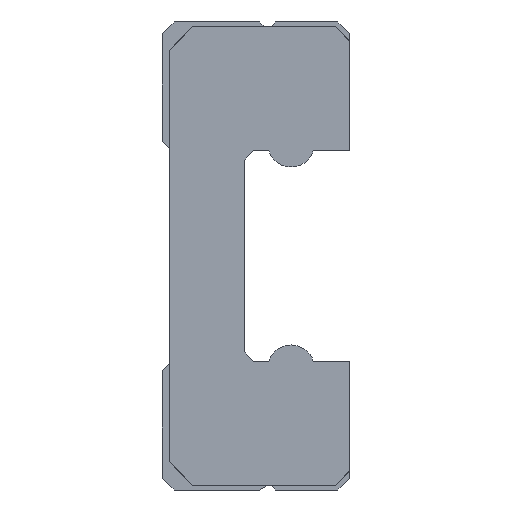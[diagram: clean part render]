
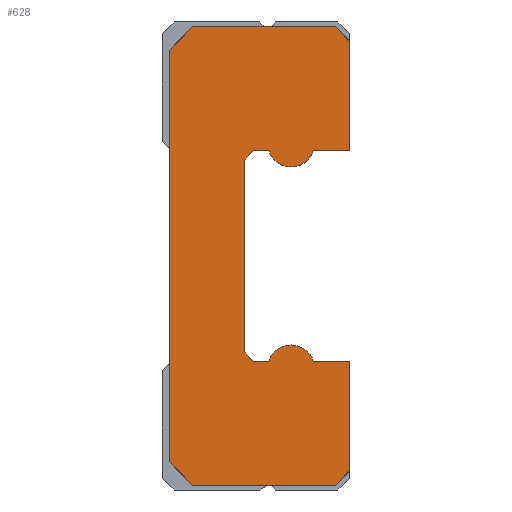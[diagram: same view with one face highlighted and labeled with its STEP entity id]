
A CAD part, left-side view. The second image highlights one B-rep face of the part: STEP entity #628.
In plain terms, the highlighted planar face has unit normal (-1, 0, 0).
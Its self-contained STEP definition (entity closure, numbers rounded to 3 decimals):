
#578 = EDGE_CURVE ( 'NONE', #870, #580, #1498, .T. ) ;
#580 = VERTEX_POINT ( 'NONE', #1489 ) ;
#584 = EDGE_CURVE ( 'NONE', #580, #591, #1486, .T. ) ;
#590 = EDGE_CURVE ( 'NONE', #591, #792, #1533, .T. ) ;
#591 = VERTEX_POINT ( 'NONE', #1529 ) ;
#601 = VERTEX_POINT ( 'NONE', #1510 ) ;
#603 = EDGE_CURVE ( 'NONE', #601, #870, #1573, .T. ) ;
#609 = ORIENTED_EDGE ( 'NONE', *, *, #1164, .T. ) ;
#610 = ORIENTED_EDGE ( 'NONE', *, *, #800, .T. ) ;
#611 = ORIENTED_EDGE ( 'NONE', *, *, #802, .T. ) ;
#612 = ORIENTED_EDGE ( 'NONE', *, *, #780, .T. ) ;
#613 = ORIENTED_EDGE ( 'NONE', *, *, #786, .T. ) ;
#614 = ORIENTED_EDGE ( 'NONE', *, *, #812, .T. ) ;
#615 = ORIENTED_EDGE ( 'NONE', *, *, #590, .T. ) ;
#616 = VERTEX_POINT ( 'NONE', #1563 ) ;
#617 = VERTEX_POINT ( 'NONE', #1562 ) ;
#619 = ORIENTED_EDGE ( 'NONE', *, *, #1004, .F. ) ;
#620 = ORIENTED_EDGE ( 'NONE', *, *, #1024, .F. ) ;
#623 = EDGE_LOOP ( 'NONE', ( #635, #629, #615, #611, #614, #609, #610, #612, #613, #633, #627, #620, #638, #619, #637, #632, #630, #1202, #644 ) ) ;
#627 = ORIENTED_EDGE ( 'NONE', *, *, #1017, .F. ) ;
#628 = ADVANCED_FACE ( 'NONE', ( #1560 ), #1559, .T. ) ;
#629 = ORIENTED_EDGE ( 'NONE', *, *, #584, .T. ) ;
#630 = ORIENTED_EDGE ( 'NONE', *, *, #634, .F. ) ;
#632 = ORIENTED_EDGE ( 'NONE', *, *, #636, .F. ) ;
#633 = ORIENTED_EDGE ( 'NONE', *, *, #1039, .T. ) ;
#634 = EDGE_CURVE ( 'NONE', #617, #616, #1558, .T. ) ;
#635 = ORIENTED_EDGE ( 'NONE', *, *, #578, .T. ) ;
#636 = EDGE_CURVE ( 'NONE', #616, #958, #1550, .T. ) ;
#637 = ORIENTED_EDGE ( 'NONE', *, *, #947, .F. ) ;
#638 = ORIENTED_EDGE ( 'NONE', *, *, #994, .F. ) ;
#643 = EDGE_CURVE ( 'NONE', #601, #617, #1605, .T. ) ;
#644 = ORIENTED_EDGE ( 'NONE', *, *, #603, .T. ) ;
#773 = VERTEX_POINT ( 'NONE', #1798 ) ;
#775 = VERTEX_POINT ( 'NONE', #1797 ) ;
#780 = EDGE_CURVE ( 'NONE', #775, #773, #1796, .T. ) ;
#786 = EDGE_CURVE ( 'NONE', #773, #1034, #1782, .T. ) ;
#792 = VERTEX_POINT ( 'NONE', #1774 ) ;
#800 = EDGE_CURVE ( 'NONE', #1190, #775, #1819, .T. ) ;
#802 = EDGE_CURVE ( 'NONE', #792, #804, #1814, .T. ) ;
#804 = VERTEX_POINT ( 'NONE', #1810 ) ;
#812 = EDGE_CURVE ( 'NONE', #804, #1149, #1805, .T. ) ;
#870 = VERTEX_POINT ( 'NONE', #1896 ) ;
#947 = EDGE_CURVE ( 'NONE', #958, #959, #2067, .T. ) ;
#958 = VERTEX_POINT ( 'NONE', #2058 ) ;
#959 = VERTEX_POINT ( 'NONE', #2057 ) ;
#992 = VERTEX_POINT ( 'NONE', #2135 ) ;
#994 = EDGE_CURVE ( 'NONE', #992, #998, #2133, .T. ) ;
#998 = VERTEX_POINT ( 'NONE', #2128 ) ;
#1004 = EDGE_CURVE ( 'NONE', #959, #992, #2174, .T. ) ;
#1017 = EDGE_CURVE ( 'NONE', #1060, #1053, #2147, .T. ) ;
#1024 = EDGE_CURVE ( 'NONE', #998, #1060, #2198, .T. ) ;
#1034 = VERTEX_POINT ( 'NONE', #2185 ) ;
#1039 = EDGE_CURVE ( 'NONE', #1034, #1053, #2178, .T. ) ;
#1053 = VERTEX_POINT ( 'NONE', #2265 ) ;
#1060 = VERTEX_POINT ( 'NONE', #2254 ) ;
#1149 = VERTEX_POINT ( 'NONE', #2400 ) ;
#1164 = EDGE_CURVE ( 'NONE', #1149, #1190, #2430, .T. ) ;
#1190 = VERTEX_POINT ( 'NONE', #2502 ) ;
#1202 = ORIENTED_EDGE ( 'NONE', *, *, #643, .F. ) ;
#1483 = DIRECTION ( 'NONE',  ( 0., -1., 0. ) ) ;
#1484 = VECTOR ( 'NONE', #1483, 1000. ) ;
#1485 = CARTESIAN_POINT ( 'NONE',  ( -14.45, 6.696, -9.79 ) ) ;
#1486 = LINE ( 'NONE', #1485, #1484 ) ;
#1489 = CARTESIAN_POINT ( 'NONE',  ( -14.45, 6.696, -9.79 ) ) ;
#1490 = DIRECTION ( 'NONE',  ( 0., -0.707, -0.707 ) ) ;
#1491 = VECTOR ( 'NONE', #1490, 1000. ) ;
#1492 = CARTESIAN_POINT ( 'NONE',  ( -14.45, 7.69, -8.796 ) ) ;
#1498 = LINE ( 'NONE', #1492, #1491 ) ;
#1510 = CARTESIAN_POINT ( 'NONE',  ( -14.45, 7.69, 8.796 ) ) ;
#1529 = CARTESIAN_POINT ( 'NONE',  ( -14.45, 0.604, -9.79 ) ) ;
#1530 = DIRECTION ( 'NONE',  ( 0., -0.707, 0.707 ) ) ;
#1531 = VECTOR ( 'NONE', #1530, 1000. ) ;
#1532 = CARTESIAN_POINT ( 'NONE',  ( -14.45, 0.604, -9.79 ) ) ;
#1533 = LINE ( 'NONE', #1532, #1531 ) ;
#1547 = DIRECTION ( 'NONE',  ( 0., -0.707, -0.707 ) ) ;
#1548 = VECTOR ( 'NONE', #1547, 1000. ) ;
#1549 = CARTESIAN_POINT ( 'NONE',  ( -14.45, 0.604, 9.79 ) ) ;
#1550 = LINE ( 'NONE', #1549, #1548 ) ;
#1551 = DIRECTION ( 'NONE',  ( 0., -1., 0. ) ) ;
#1552 = VECTOR ( 'NONE', #1551, 1000. ) ;
#1553 = CARTESIAN_POINT ( 'NONE',  ( -14.45, 6.696, 9.79 ) ) ;
#1554 = DIRECTION ( 'NONE',  ( 0., 0., 1. ) ) ;
#1555 = DIRECTION ( 'NONE',  ( -1., 0., 0. ) ) ;
#1556 = CARTESIAN_POINT ( 'NONE',  ( -14.45, 2.5, -4.8 ) ) ;
#1557 = AXIS2_PLACEMENT_3D ( 'NONE', #1556, #1555, #1554 ) ;
#1558 = LINE ( 'NONE', #1553, #1552 ) ;
#1559 = PLANE ( 'NONE',  #1557 ) ;
#1560 = FACE_OUTER_BOUND ( 'NONE', #623, .T. ) ;
#1562 = CARTESIAN_POINT ( 'NONE',  ( -14.45, 6.696, 9.79 ) ) ;
#1563 = CARTESIAN_POINT ( 'NONE',  ( -14.45, 0.604, 9.79 ) ) ;
#1570 = DIRECTION ( 'NONE',  ( 0., 0., -1. ) ) ;
#1571 = VECTOR ( 'NONE', #1570, 1000. ) ;
#1572 = CARTESIAN_POINT ( 'NONE',  ( -14.45, 7.69, 0. ) ) ;
#1573 = LINE ( 'NONE', #1572, #1571 ) ;
#1602 = DIRECTION ( 'NONE',  ( 0., -0.707, 0.707 ) ) ;
#1603 = VECTOR ( 'NONE', #1602, 1000. ) ;
#1604 = CARTESIAN_POINT ( 'NONE',  ( -14.45, 7.69, 8.796 ) ) ;
#1605 = LINE ( 'NONE', #1604, #1603 ) ;
#1774 = CARTESIAN_POINT ( 'NONE',  ( -14.45, 0., -9.186 ) ) ;
#1779 = DIRECTION ( 'NONE',  ( 0., 0.707, 0.707 ) ) ;
#1780 = VECTOR ( 'NONE', #1779, 1000. ) ;
#1781 = CARTESIAN_POINT ( 'NONE',  ( -14.45, 4.1, -4.5 ) ) ;
#1782 = LINE ( 'NONE', #1781, #1780 ) ;
#1793 = DIRECTION ( 'NONE',  ( 0., 1., 0. ) ) ;
#1794 = VECTOR ( 'NONE', #1793, 1000. ) ;
#1795 = CARTESIAN_POINT ( 'NONE',  ( -14.45, 3.454, -4.5 ) ) ;
#1796 = LINE ( 'NONE', #1795, #1794 ) ;
#1797 = CARTESIAN_POINT ( 'NONE',  ( -14.45, 3.454, -4.5 ) ) ;
#1798 = CARTESIAN_POINT ( 'NONE',  ( -14.45, 4.1, -4.5 ) ) ;
#1802 = DIRECTION ( 'NONE',  ( 0., 1., 0. ) ) ;
#1803 = VECTOR ( 'NONE', #1802, 1000. ) ;
#1804 = CARTESIAN_POINT ( 'NONE',  ( -14.45, 0., -4.5 ) ) ;
#1805 = LINE ( 'NONE', #1804, #1803 ) ;
#1810 = CARTESIAN_POINT ( 'NONE',  ( -14.45, 0., -4.5 ) ) ;
#1811 = DIRECTION ( 'NONE',  ( 0., 0., 1. ) ) ;
#1812 = VECTOR ( 'NONE', #1811, 1000. ) ;
#1813 = CARTESIAN_POINT ( 'NONE',  ( -14.45, 0., -9.186 ) ) ;
#1814 = LINE ( 'NONE', #1813, #1812 ) ;
#1816 = DIRECTION ( 'NONE',  ( 0., 0., 1. ) ) ;
#1817 = DIRECTION ( 'NONE',  ( -1., 0., 0. ) ) ;
#1818 = AXIS2_PLACEMENT_3D ( 'NONE', #1825, #1817, #1816 ) ;
#1819 = CIRCLE ( 'NONE', #1818, 1. ) ;
#1825 = CARTESIAN_POINT ( 'NONE',  ( -14.45, 2.5, -4.8 ) ) ;
#1896 = CARTESIAN_POINT ( 'NONE',  ( -14.45, 7.69, -8.796 ) ) ;
#2057 = CARTESIAN_POINT ( 'NONE',  ( -14.45, 0., 4.5 ) ) ;
#2058 = CARTESIAN_POINT ( 'NONE',  ( -14.45, 0., 9.186 ) ) ;
#2064 = DIRECTION ( 'NONE',  ( 0., 0., -1. ) ) ;
#2065 = VECTOR ( 'NONE', #2064, 1000. ) ;
#2066 = CARTESIAN_POINT ( 'NONE',  ( -14.45, 0., 9.186 ) ) ;
#2067 = LINE ( 'NONE', #2066, #2065 ) ;
#2128 = CARTESIAN_POINT ( 'NONE',  ( -14.45, 3.454, 4.5 ) ) ;
#2129 = DIRECTION ( 'NONE',  ( 0., 0., -1. ) ) ;
#2130 = DIRECTION ( 'NONE',  ( 1., 0., 0. ) ) ;
#2131 = CARTESIAN_POINT ( 'NONE',  ( -14.45, 2.5, 4.8 ) ) ;
#2132 = AXIS2_PLACEMENT_3D ( 'NONE', #2131, #2130, #2129 ) ;
#2133 = CIRCLE ( 'NONE', #2132, 1. ) ;
#2135 = CARTESIAN_POINT ( 'NONE',  ( -14.45, 1.546, 4.5 ) ) ;
#2144 = DIRECTION ( 'NONE',  ( 0., 0.707, -0.707 ) ) ;
#2145 = VECTOR ( 'NONE', #2144, 1000. ) ;
#2146 = CARTESIAN_POINT ( 'NONE',  ( -14.45, 4.1, 4.5 ) ) ;
#2147 = LINE ( 'NONE', #2146, #2145 ) ;
#2171 = DIRECTION ( 'NONE',  ( 0., 1., 0. ) ) ;
#2172 = VECTOR ( 'NONE', #2171, 1000. ) ;
#2173 = CARTESIAN_POINT ( 'NONE',  ( -14.45, 0., 4.5 ) ) ;
#2174 = LINE ( 'NONE', #2173, #2172 ) ;
#2175 = DIRECTION ( 'NONE',  ( 0., 0., 1. ) ) ;
#2176 = VECTOR ( 'NONE', #2175, 1000. ) ;
#2177 = CARTESIAN_POINT ( 'NONE',  ( -14.45, 4.5, -4.1 ) ) ;
#2178 = LINE ( 'NONE', #2177, #2176 ) ;
#2185 = CARTESIAN_POINT ( 'NONE',  ( -14.45, 4.5, -4.1 ) ) ;
#2195 = DIRECTION ( 'NONE',  ( 0., 1., 0. ) ) ;
#2196 = VECTOR ( 'NONE', #2195, 1000. ) ;
#2197 = CARTESIAN_POINT ( 'NONE',  ( -14.45, 3.454, 4.5 ) ) ;
#2198 = LINE ( 'NONE', #2197, #2196 ) ;
#2254 = CARTESIAN_POINT ( 'NONE',  ( -14.45, 4.1, 4.5 ) ) ;
#2265 = CARTESIAN_POINT ( 'NONE',  ( -14.45, 4.5, 4.1 ) ) ;
#2400 = CARTESIAN_POINT ( 'NONE',  ( -14.45, 1.546, -4.5 ) ) ;
#2426 = DIRECTION ( 'NONE',  ( 0., 0., 1. ) ) ;
#2427 = DIRECTION ( 'NONE',  ( -1., 0., 0. ) ) ;
#2428 = CARTESIAN_POINT ( 'NONE',  ( -14.45, 2.5, -4.8 ) ) ;
#2429 = AXIS2_PLACEMENT_3D ( 'NONE', #2428, #2427, #2426 ) ;
#2430 = CIRCLE ( 'NONE', #2429, 1. ) ;
#2502 = CARTESIAN_POINT ( 'NONE',  ( -14.45, 2.5, -3.8 ) ) ;
